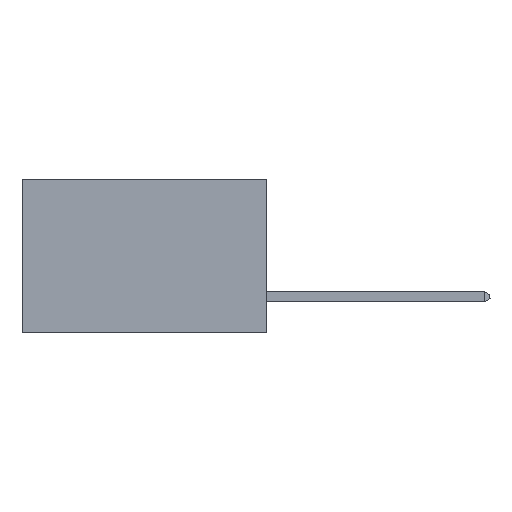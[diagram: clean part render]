
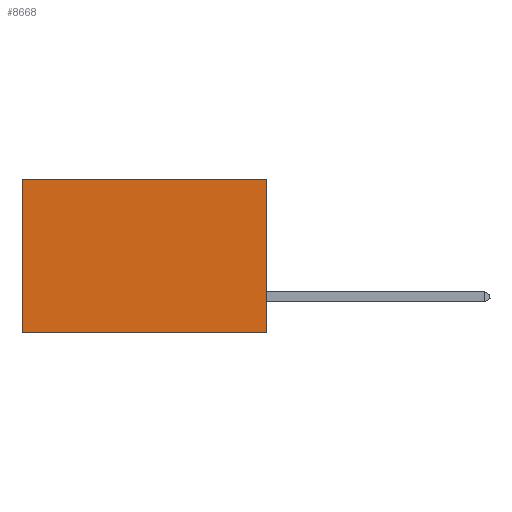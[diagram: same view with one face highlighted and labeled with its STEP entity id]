
A CAD part, left-side view. The second image highlights one B-rep face of the part: STEP entity #8668.
In plain terms, the highlighted planar face has unit normal (-1, 0, 0).
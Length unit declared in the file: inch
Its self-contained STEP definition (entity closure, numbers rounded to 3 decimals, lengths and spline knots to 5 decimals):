
#1206 = VERTEX_POINT ( 'NONE', #18419 ) ;
#2295 = CARTESIAN_POINT ( 'NONE',  ( 0.2875, 0.6, -0.375 ) ) ;
#2733 = LINE ( 'NONE', #12053, #18393 ) ;
#2935 = EDGE_CURVE ( 'NONE', #13810, #11525, #17224, .T. ) ;
#3547 = CARTESIAN_POINT ( 'NONE',  ( 0.2875, 0., 0. ) ) ;
#4886 = ORIENTED_EDGE ( 'NONE', *, *, #2935, .T. ) ;
#6263 = CARTESIAN_POINT ( 'NONE',  ( 0.2875, 0., -0.375 ) ) ;
#6322 = ORIENTED_EDGE ( 'NONE', *, *, #19493, .F. ) ;
#6392 = VECTOR ( 'NONE', #15504, 39.37008 ) ;
#6483 = EDGE_CURVE ( 'NONE', #11525, #20040, #16360, .T. ) ;
#6544 = CARTESIAN_POINT ( 'NONE',  ( 0.2875, 0.6, 0. ) ) ;
#7094 = EDGE_LOOP ( 'NONE', ( #16560, #17639, #6322, #4886 ) ) ;
#7104 = DIRECTION ( 'NONE',  ( 0., 1., 0. ) ) ;
#7863 = DIRECTION ( 'NONE',  ( 0., 0., -1. ) ) ;
#8668 = ADVANCED_FACE ( 'NONE', ( #17214 ), #11060, .F. ) ;
#8759 = DIRECTION ( 'NONE',  ( 0., 0., -1. ) ) ;
#9630 = VECTOR ( 'NONE', #8759, 39.37008 ) ;
#10616 = LINE ( 'NONE', #12276, #6392 ) ;
#11060 = PLANE ( 'NONE',  #19844 ) ;
#11525 = VERTEX_POINT ( 'NONE', #6544 ) ;
#11760 = CARTESIAN_POINT ( 'NONE',  ( 0.2875, 0., 0. ) ) ;
#12053 = CARTESIAN_POINT ( 'NONE',  ( 0.2875, 0., -0.375 ) ) ;
#12276 = CARTESIAN_POINT ( 'NONE',  ( 0.2875, 0., -0.375 ) ) ;
#13655 = DIRECTION ( 'NONE',  ( 0., 1., 0. ) ) ;
#13810 = VERTEX_POINT ( 'NONE', #3547 ) ;
#15275 = CARTESIAN_POINT ( 'NONE',  ( 0.2875, 0.6, -0.375 ) ) ;
#15504 = DIRECTION ( 'NONE',  ( 0., 0., -1. ) ) ;
#16360 = LINE ( 'NONE', #2295, #9630 ) ;
#16560 = ORIENTED_EDGE ( 'NONE', *, *, #6483, .T. ) ;
#16975 = VECTOR ( 'NONE', #7104, 39.37008 ) ;
#17214 = FACE_OUTER_BOUND ( 'NONE', #7094, .T. ) ;
#17224 = LINE ( 'NONE', #11760, #16975 ) ;
#17383 = DIRECTION ( 'NONE',  ( 1., 0., 0. ) ) ;
#17639 = ORIENTED_EDGE ( 'NONE', *, *, #18183, .F. ) ;
#18183 = EDGE_CURVE ( 'NONE', #1206, #20040, #2733, .T. ) ;
#18393 = VECTOR ( 'NONE', #13655, 39.37008 ) ;
#18419 = CARTESIAN_POINT ( 'NONE',  ( 0.2875, 0., -0.375 ) ) ;
#19493 = EDGE_CURVE ( 'NONE', #13810, #1206, #10616, .T. ) ;
#19844 = AXIS2_PLACEMENT_3D ( 'NONE', #6263, #17383, #7863 ) ;
#20040 = VERTEX_POINT ( 'NONE', #15275 ) ;
